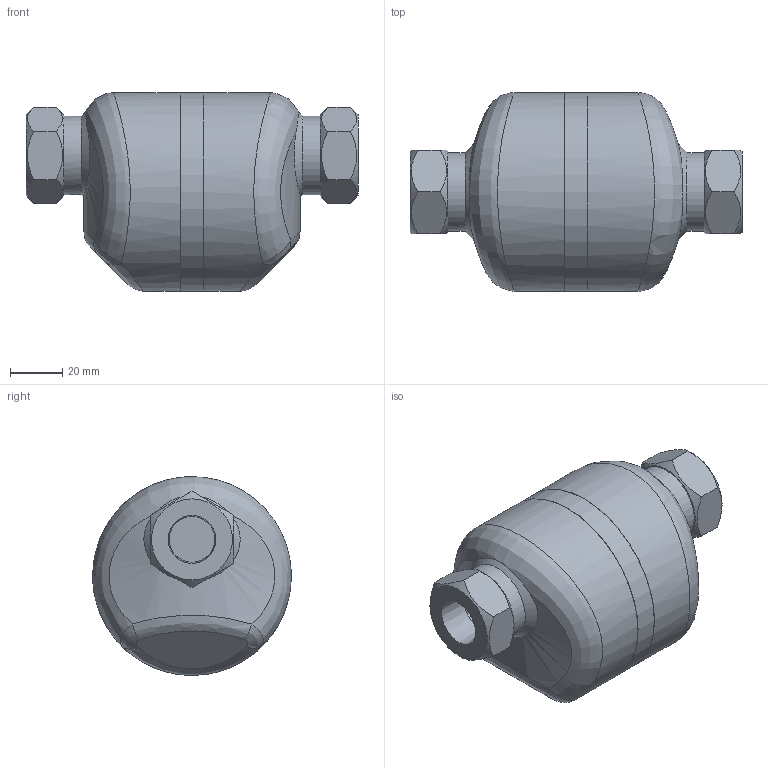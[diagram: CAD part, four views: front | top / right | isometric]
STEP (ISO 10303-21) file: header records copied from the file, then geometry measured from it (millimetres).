
FILE_DESCRIPTION((''),'2;1');
FILE_NAME('ss3n0-015-screw-00.stp','2009-12-22T13:17:51',('nakaot'),(''),'Autodesk Inventor 2008','Autodesk Inventor 2008','');
FILE_SCHEMA(('AUTOMOTIVE_DESIGN { 1 0 10303 214 1 1 1 1 }'));
Length unit declared in the file: millimetre
Products named in the file (1): ss3n0-015-screw-00
Bounding box: 127 x 76 x 76 mm (x, y, z)
Volume: 360996.8 mm3; surface area: 38446 mm2
Topology: 1 solids, 1 shells, 56 faces, 120 edges, 76 vertices
Faces by surface type: bspline 31, plane 14, cylinder 7, cone 4
Full cylindrical faces by diameter (mm): 17.475 x1, 30 x1, 60 x2, 76 x2
Entity records: 4036 total; most frequent: CARTESIAN_POINT 3077, ORIENTED_EDGE 194, DIRECTION 146, EDGE_CURVE 97, EDGE_LOOP 83, VERTEX_POINT 70, AXIS2_PLACEMENT_3D 67, FACE_OUTER_BOUND 56
